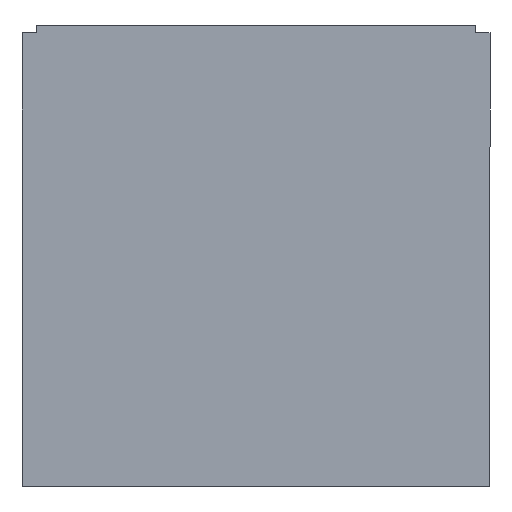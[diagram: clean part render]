
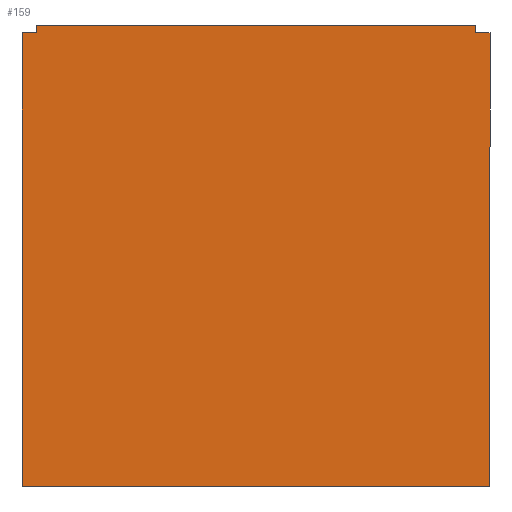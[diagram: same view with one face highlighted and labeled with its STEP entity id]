
A CAD part, front view. The second image highlights one B-rep face of the part: STEP entity #159.
In plain terms, the highlighted planar face has unit normal (0, -1, 0).
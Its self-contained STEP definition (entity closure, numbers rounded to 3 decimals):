
#11 = VECTOR ( 'NONE', #203, 1000. ) ;
#13 = CARTESIAN_POINT ( 'NONE',  ( -84.9, -2.4, -83.65 ) ) ;
#28 = CARTESIAN_POINT ( 'NONE',  ( -84.9, -2.4, 80.95 ) ) ;
#34 = DIRECTION ( 'NONE',  ( 0., 0., -1. ) ) ;
#51 = CARTESIAN_POINT ( 'NONE',  ( 84.9, -2.4, 80.95 ) ) ;
#54 = ORIENTED_EDGE ( 'NONE', *, *, #182, .F. ) ;
#58 = EDGE_CURVE ( 'NONE', #193, #416, #494, .T. ) ;
#65 = VECTOR ( 'NONE', #436, 1000. ) ;
#67 = DIRECTION ( 'NONE',  ( 0., 0., 1. ) ) ;
#70 = DIRECTION ( 'NONE',  ( 0., 1., 0. ) ) ;
#74 = LINE ( 'NONE', #258, #191 ) ;
#87 = EDGE_CURVE ( 'NONE', #141, #158, #319, .T. ) ;
#106 = DIRECTION ( 'NONE',  ( 0., 0., 1. ) ) ;
#137 = DIRECTION ( 'NONE',  ( -1., 0., 0. ) ) ;
#141 = VERTEX_POINT ( 'NONE', #426 ) ;
#150 = ORIENTED_EDGE ( 'NONE', *, *, #151, .T. ) ;
#151 = EDGE_CURVE ( 'NONE', #455, #581, #192, .T. ) ;
#152 = VECTOR ( 'NONE', #137, 1000. ) ;
#153 = CARTESIAN_POINT ( 'NONE',  ( 79.7, -2.4, 83.65 ) ) ;
#158 = VERTEX_POINT ( 'NONE', #28 ) ;
#159 = ADVANCED_FACE ( 'NONE', ( #334 ), #510, .F. ) ;
#162 = CARTESIAN_POINT ( 'NONE',  ( -84.9, -2.4, 83.65 ) ) ;
#182 = EDGE_CURVE ( 'NONE', #420, #471, #442, .T. ) ;
#191 = VECTOR ( 'NONE', #34, 1000. ) ;
#192 = LINE ( 'NONE', #478, #65 ) ;
#193 = VERTEX_POINT ( 'NONE', #518 ) ;
#200 = VECTOR ( 'NONE', #391, 1000. ) ;
#202 = EDGE_CURVE ( 'NONE', #581, #471, #523, .T. ) ;
#203 = DIRECTION ( 'NONE',  ( 1., 0., 0. ) ) ;
#221 = VECTOR ( 'NONE', #577, 1000. ) ;
#239 = VECTOR ( 'NONE', #67, 1000. ) ;
#258 = CARTESIAN_POINT ( 'NONE',  ( 84.9, -2.4, -83.65 ) ) ;
#271 = EDGE_CURVE ( 'NONE', #420, #141, #432, .T. ) ;
#274 = ORIENTED_EDGE ( 'NONE', *, *, #372, .F. ) ;
#289 = ORIENTED_EDGE ( 'NONE', *, *, #87, .T. ) ;
#302 = CARTESIAN_POINT ( 'NONE',  ( 79.7, -2.4, 80.95 ) ) ;
#319 = LINE ( 'NONE', #368, #152 ) ;
#326 = CARTESIAN_POINT ( 'NONE',  ( 79.7, -2.4, 83.65 ) ) ;
#330 = CARTESIAN_POINT ( 'NONE',  ( -79.7, -2.4, 83.65 ) ) ;
#334 = FACE_OUTER_BOUND ( 'NONE', #550, .T. ) ;
#338 = CARTESIAN_POINT ( 'NONE',  ( -84.9, -2.4, -83.65 ) ) ;
#341 = CARTESIAN_POINT ( 'NONE',  ( 0., -2.4, 0. ) ) ;
#353 = CARTESIAN_POINT ( 'NONE',  ( -79.7, -2.4, 83.65 ) ) ;
#359 = CARTESIAN_POINT ( 'NONE',  ( -84.9, -2.4, -83.65 ) ) ;
#368 = CARTESIAN_POINT ( 'NONE',  ( -84.9, -2.4, 80.95 ) ) ;
#370 = ORIENTED_EDGE ( 'NONE', *, *, #271, .T. ) ;
#372 = EDGE_CURVE ( 'NONE', #455, #193, #74, .T. ) ;
#391 = DIRECTION ( 'NONE',  ( 0., 0., 1. ) ) ;
#401 = LINE ( 'NONE', #338, #239 ) ;
#412 = ORIENTED_EDGE ( 'NONE', *, *, #58, .F. ) ;
#415 = DIRECTION ( 'NONE',  ( -1., 0., 0. ) ) ;
#416 = VERTEX_POINT ( 'NONE', #359 ) ;
#420 = VERTEX_POINT ( 'NONE', #330 ) ;
#426 = CARTESIAN_POINT ( 'NONE',  ( -79.7, -2.4, 80.95 ) ) ;
#431 = ORIENTED_EDGE ( 'NONE', *, *, #202, .T. ) ;
#432 = LINE ( 'NONE', #353, #221 ) ;
#436 = DIRECTION ( 'NONE',  ( -1., 0., 0. ) ) ;
#442 = LINE ( 'NONE', #162, #11 ) ;
#446 = VECTOR ( 'NONE', #415, 1000. ) ;
#455 = VERTEX_POINT ( 'NONE', #51 ) ;
#471 = VERTEX_POINT ( 'NONE', #326 ) ;
#478 = CARTESIAN_POINT ( 'NONE',  ( 84.9, -2.4, 80.95 ) ) ;
#494 = LINE ( 'NONE', #13, #446 ) ;
#510 = PLANE ( 'NONE',  #570 ) ;
#512 = ORIENTED_EDGE ( 'NONE', *, *, #534, .F. ) ;
#518 = CARTESIAN_POINT ( 'NONE',  ( 84.9, -2.4, -83.65 ) ) ;
#523 = LINE ( 'NONE', #153, #200 ) ;
#534 = EDGE_CURVE ( 'NONE', #416, #158, #401, .T. ) ;
#550 = EDGE_LOOP ( 'NONE', ( #370, #289, #512, #412, #274, #150, #431, #54 ) ) ;
#570 = AXIS2_PLACEMENT_3D ( 'NONE', #341, #70, #106 ) ;
#577 = DIRECTION ( 'NONE',  ( 0., 0., -1. ) ) ;
#581 = VERTEX_POINT ( 'NONE', #302 ) ;
